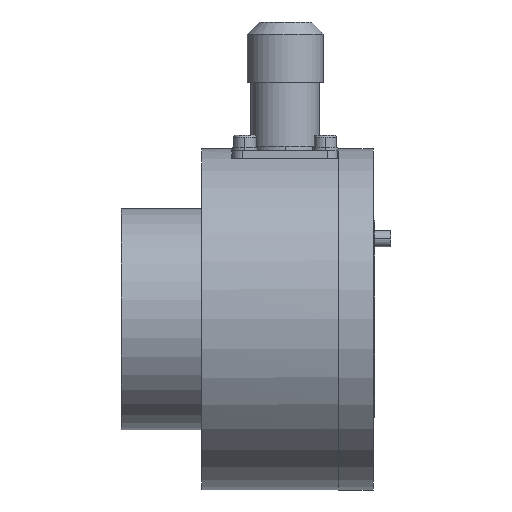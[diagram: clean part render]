
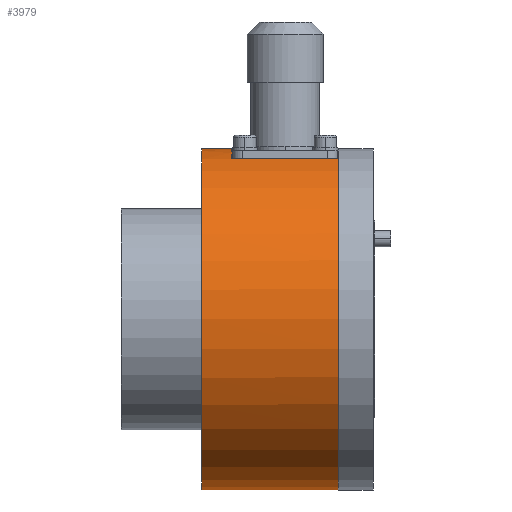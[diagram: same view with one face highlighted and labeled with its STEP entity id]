
A CAD part, front view. The second image highlights one B-rep face of the part: STEP entity #3979.
In plain terms, the highlighted cylindrical face has radius 42.5 mm (diameter 85 mm), a partial arc.
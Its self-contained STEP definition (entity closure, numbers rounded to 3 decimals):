
#2447=CARTESIAN_POINT('',(-11.5,43.825,0.0));
#2448=VERTEX_POINT('',#2447);
#2449=CARTESIAN_POINT('',(-19.0,43.825,0.0));
#2450=VERTEX_POINT('',#2449);
#2451=CARTESIAN_POINT('',(-11.5,43.825,0.0));
#2452=DIRECTION('',(-1.0,0.0,0.0));
#2453=VECTOR('',#2452,7.5);
#2454=LINE('',#2451,#2453);
#2455=EDGE_CURVE('',#2448,#2450,#2454,.T.);
#2474=CARTESIAN_POINT('',(15.0,-41.175,0.));
#2475=VERTEX_POINT('',#2474);
#2483=CARTESIAN_POINT('',(-19.0,-41.175,0.));
#2484=VERTEX_POINT('',#2483);
#2485=CARTESIAN_POINT('',(15.0,-41.175,0.));
#2486=DIRECTION('',(-1.0,0.0,0.0));
#2487=VECTOR('',#2486,34.0);
#2488=LINE('',#2485,#2487);
#2489=EDGE_CURVE('',#2475,#2484,#2488,.T.);
#3886=CARTESIAN_POINT('',(-11.5,41.325,14.361));
#3887=VERTEX_POINT('',#3886);
#3888=CARTESIAN_POINT('',(-11.5,1.325,0.0));
#3889=DIRECTION('',(-1.0,0.0,0.0));
#3890=DIRECTION('',(0.0,1.0,0.0));
#3891=AXIS2_PLACEMENT_3D('',#3888,#3889,#3890);
#3892=CIRCLE('',#3891,42.5);
#3893=EDGE_CURVE('',#3887,#2448,#3892,.T.);
#3919=CARTESIAN_POINT('',(15.0,41.325,14.361));
#3920=VERTEX_POINT('',#3919);
#3921=CARTESIAN_POINT('',(15.0,41.325,14.361));
#3922=DIRECTION('',(-1.0,0.0,0.0));
#3923=VECTOR('',#3922,26.5);
#3924=LINE('',#3921,#3923);
#3925=EDGE_CURVE('',#3920,#3887,#3924,.T.);
#3954=CARTESIAN_POINT('',(-20.7,1.325,0.0));
#3955=DIRECTION('',(1.0,0.0,0.0));
#3956=DIRECTION('',(0.0,1.0,0.0));
#3957=AXIS2_PLACEMENT_3D('',#3954,#3955,#3956);
#3958=CYLINDRICAL_SURFACE('',#3957,42.5);
#3959=ORIENTED_EDGE('',*,*,#2455,.T.);
#3960=CARTESIAN_POINT('',(-19.0,1.325,0.0));
#3961=DIRECTION('',(1.0,0.0,0.0));
#3962=DIRECTION('',(0.0,1.0,0.0));
#3963=AXIS2_PLACEMENT_3D('',#3960,#3961,#3962);
#3964=CIRCLE('',#3963,42.5);
#3965=EDGE_CURVE('',#2450,#2484,#3964,.T.);
#3966=ORIENTED_EDGE('',*,*,#3965,.T.);
#3967=ORIENTED_EDGE('',*,*,#2489,.F.);
#3968=CARTESIAN_POINT('',(15.0,1.325,0.0));
#3969=DIRECTION('',(1.0,0.0,0.0));
#3970=DIRECTION('',(0.0,1.0,0.0));
#3971=AXIS2_PLACEMENT_3D('',#3968,#3969,#3970);
#3972=CIRCLE('',#3971,42.5);
#3973=EDGE_CURVE('',#3920,#2475,#3972,.T.);
#3974=ORIENTED_EDGE('',*,*,#3973,.F.);
#3975=ORIENTED_EDGE('',*,*,#3925,.T.);
#3976=ORIENTED_EDGE('',*,*,#3893,.T.);
#3977=EDGE_LOOP('',(#3959,#3966,#3967,#3974,#3975,#3976));
#3978=FACE_OUTER_BOUND('',#3977,.T.);
#3979=ADVANCED_FACE('',(#3978),#3958,.T.);
